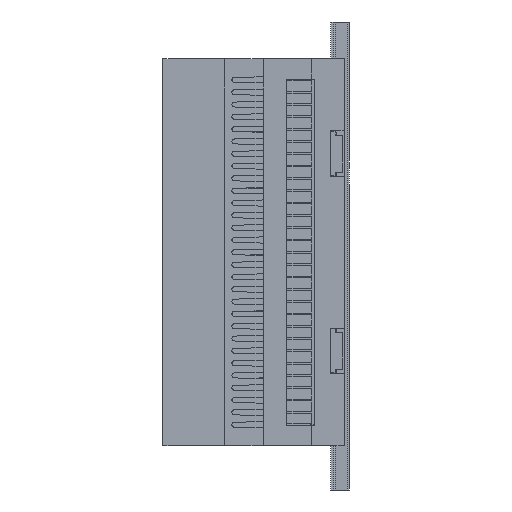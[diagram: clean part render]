
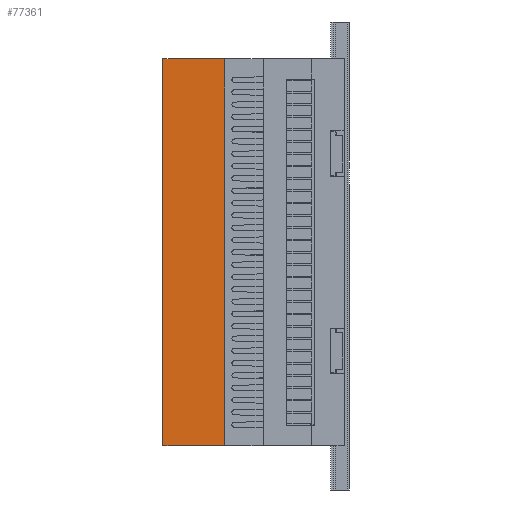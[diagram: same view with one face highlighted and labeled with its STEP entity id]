
A CAD part, left-side view. The second image highlights one B-rep face of the part: STEP entity #77361.
In plain terms, the highlighted planar face has unit normal (-1, 0, 0).
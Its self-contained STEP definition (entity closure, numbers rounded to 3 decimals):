
#1285 = DIRECTION ( 'NONE',  ( 0., 0., 1. ) ) ;
#2483 = VERTEX_POINT ( 'NONE', #42303 ) ;
#4856 = VECTOR ( 'NONE', #19709, 1000. ) ;
#6323 = CARTESIAN_POINT ( 'NONE',  ( -22.5, 60.3, -126. ) ) ;
#9883 = DIRECTION ( 'NONE',  ( 0., -1., 0. ) ) ;
#9990 = EDGE_CURVE ( 'NONE', #36880, #2483, #47693, .T. ) ;
#10363 = VECTOR ( 'NONE', #9883, 1000. ) ;
#11984 = LINE ( 'NONE', #24716, #41372 ) ;
#14441 = VERTEX_POINT ( 'NONE', #73831 ) ;
#18438 = FACE_OUTER_BOUND ( 'NONE', #31506, .T. ) ;
#19320 = PLANE ( 'NONE',  #48828 ) ;
#19709 = DIRECTION ( 'NONE',  ( 0., -1., 0. ) ) ;
#20103 = VECTOR ( 'NONE', #1285, 1000. ) ;
#24716 = CARTESIAN_POINT ( 'NONE',  ( -22.5, 35.3, -126. ) ) ;
#25890 = CARTESIAN_POINT ( 'NONE',  ( -22.5, 35.3, 31. ) ) ;
#26411 = ORIENTED_EDGE ( 'NONE', *, *, #9990, .T. ) ;
#26657 = CARTESIAN_POINT ( 'NONE',  ( -22.5, 60.3, -126. ) ) ;
#30849 = EDGE_CURVE ( 'NONE', #2483, #54113, #11984, .T. ) ;
#30935 = CARTESIAN_POINT ( 'NONE',  ( -22.5, 60.3, -126. ) ) ;
#31506 = EDGE_LOOP ( 'NONE', ( #45063, #70610, #50359, #26411 ) ) ;
#36880 = VERTEX_POINT ( 'NONE', #30935 ) ;
#37991 = DIRECTION ( 'NONE',  ( 1., 0., 0. ) ) ;
#41372 = VECTOR ( 'NONE', #77109, 1000. ) ;
#42303 = CARTESIAN_POINT ( 'NONE',  ( -22.5, 35.3, -126. ) ) ;
#42337 = LINE ( 'NONE', #26657, #20103 ) ;
#44464 = DIRECTION ( 'NONE',  ( 0., 0., -1. ) ) ;
#45063 = ORIENTED_EDGE ( 'NONE', *, *, #30849, .T. ) ;
#47693 = LINE ( 'NONE', #55268, #10363 ) ;
#48828 = AXIS2_PLACEMENT_3D ( 'NONE', #6323, #37991, #44464 ) ;
#50359 = ORIENTED_EDGE ( 'NONE', *, *, #63531, .F. ) ;
#54113 = VERTEX_POINT ( 'NONE', #25890 ) ;
#55268 = CARTESIAN_POINT ( 'NONE',  ( -22.5, 60.3, -126. ) ) ;
#56306 = LINE ( 'NONE', #70970, #4856 ) ;
#57150 = EDGE_CURVE ( 'NONE', #14441, #54113, #56306, .T. ) ;
#63531 = EDGE_CURVE ( 'NONE', #36880, #14441, #42337, .T. ) ;
#70610 = ORIENTED_EDGE ( 'NONE', *, *, #57150, .F. ) ;
#70970 = CARTESIAN_POINT ( 'NONE',  ( -22.5, 60.3, 31. ) ) ;
#73831 = CARTESIAN_POINT ( 'NONE',  ( -22.5, 60.3, 31. ) ) ;
#77109 = DIRECTION ( 'NONE',  ( 0., 0., 1. ) ) ;
#77361 = ADVANCED_FACE ( 'NONE', ( #18438 ), #19320, .F. ) ;
